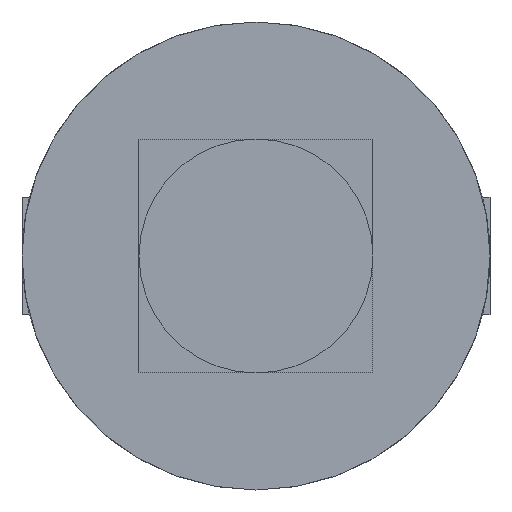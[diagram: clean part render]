
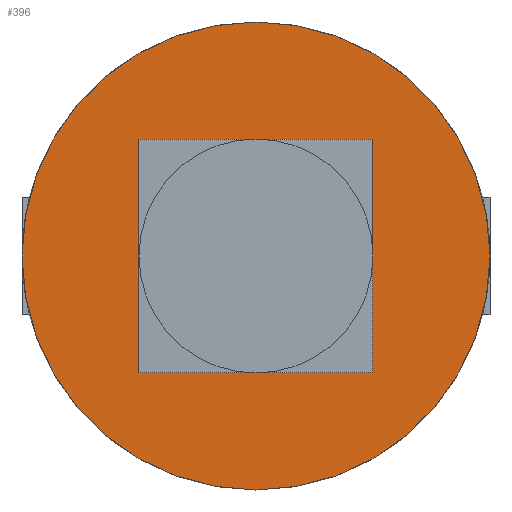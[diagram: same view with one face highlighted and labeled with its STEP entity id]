
A CAD part, front view. The second image highlights one B-rep face of the part: STEP entity #396.
In plain terms, the highlighted planar face has unit normal (0, -1, 0).
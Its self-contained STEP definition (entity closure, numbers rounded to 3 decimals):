
#24=FACE_BOUND('',#58,.T.);
#32=FACE_OUTER_BOUND('',#57,.T.);
#57=EDGE_LOOP('',(#272));
#58=EDGE_LOOP('',(#273,#274,#275,#276));
#90=LINE('',#634,#126);
#91=LINE('',#636,#127);
#92=LINE('',#638,#128);
#93=LINE('',#639,#129);
#126=VECTOR('',#504,20.);
#127=VECTOR('',#505,20.);
#128=VECTOR('',#506,20.);
#129=VECTOR('',#507,20.);
#159=CIRCLE('',#440,20.);
#182=VERTEX_POINT('',#630);
#183=VERTEX_POINT('',#632);
#184=VERTEX_POINT('',#633);
#185=VERTEX_POINT('',#635);
#186=VERTEX_POINT('',#637);
#217=EDGE_CURVE('',#182,#182,#159,.T.);
#218=EDGE_CURVE('',#183,#184,#90,.T.);
#219=EDGE_CURVE('',#185,#183,#91,.T.);
#220=EDGE_CURVE('',#186,#185,#92,.T.);
#221=EDGE_CURVE('',#184,#186,#93,.T.);
#272=ORIENTED_EDGE('',*,*,#217,.F.);
#273=ORIENTED_EDGE('',*,*,#218,.F.);
#274=ORIENTED_EDGE('',*,*,#219,.F.);
#275=ORIENTED_EDGE('',*,*,#220,.F.);
#276=ORIENTED_EDGE('',*,*,#221,.F.);
#376=PLANE('',#439);
#396=ADVANCED_FACE('',(#32,#24),#376,.F.);
#439=AXIS2_PLACEMENT_3D('',#629,#500,#501);
#440=AXIS2_PLACEMENT_3D('',#631,#502,#503);
#500=DIRECTION('center_axis',(0.,1.,0.));
#501=DIRECTION('ref_axis',(0.,0.,1.));
#502=DIRECTION('center_axis',(0.,1.,0.));
#503=DIRECTION('ref_axis',(0.,0.,1.));
#504=DIRECTION('',(0.,0.,1.));
#505=DIRECTION('',(1.,0.,0.));
#506=DIRECTION('',(0.,0.,-1.));
#507=DIRECTION('',(-1.,0.,0.));
#629=CARTESIAN_POINT('Origin',(0.,-57.,0.));
#630=CARTESIAN_POINT('',(0.,-57.,-20.));
#631=CARTESIAN_POINT('Origin',(0.,-57.,0.));
#632=CARTESIAN_POINT('',(10.,-57.,-10.));
#633=CARTESIAN_POINT('',(10.,-57.,10.));
#634=CARTESIAN_POINT('',(10.,-57.,-10.));
#635=CARTESIAN_POINT('',(-10.,-57.,-10.));
#636=CARTESIAN_POINT('',(-10.,-57.,-10.));
#637=CARTESIAN_POINT('',(-10.,-57.,10.));
#638=CARTESIAN_POINT('',(-10.,-57.,10.));
#639=CARTESIAN_POINT('',(10.,-57.,10.));
